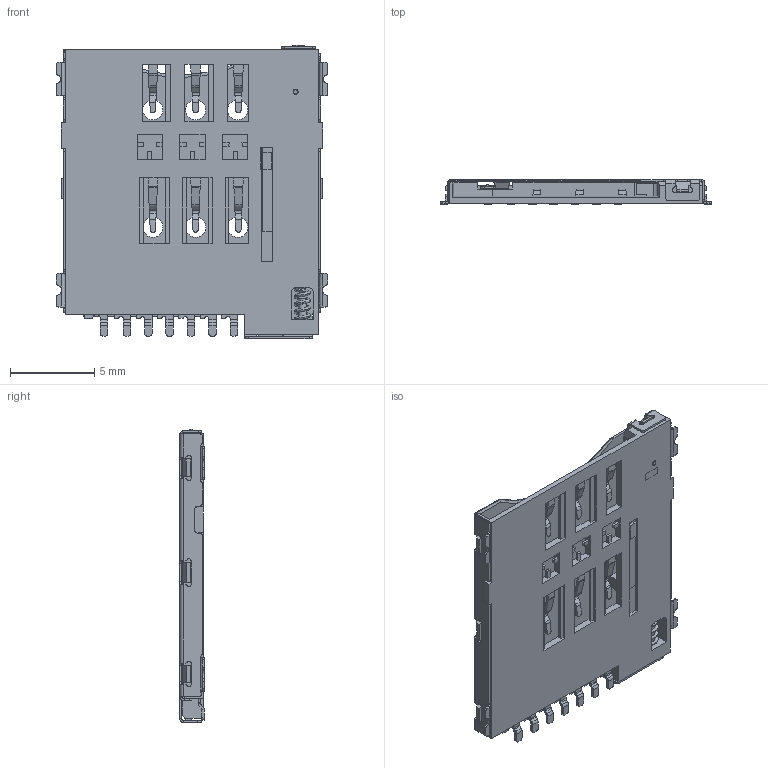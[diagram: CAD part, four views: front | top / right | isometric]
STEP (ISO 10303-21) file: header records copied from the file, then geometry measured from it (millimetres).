
FILE_DESCRIPTION (( 'STEP AP203' ), '1' );
FILE_NAME ('LCK-SIM-006P7H145-WLG.STEP', '2025-01-15T08:56:42', ( 'admin' ), ( '' ), 'SwSTEP 2.0', 'SolidWorks 2022', '' );
FILE_SCHEMA (( 'CONFIG_CONTROL_DESIGN' ));
Products named in the file (1): LCK-SIM-006P7H145-WLG
Bounding box: 16.1 x 1.45 x 17.4 mm (x, y, z)
Volume: 144.3 mm3; surface area: 1206.5 mm2
Topology: 2 solids, 2 shells, 1210 faces, 3128 edges, 1913 vertices
Faces by surface type: bspline 1210
Entity records: 44895 total; most frequent: CARTESIAN_POINT 19575, ORIENTED_EDGE 6244, DIRECTION 3458, EDGE_CURVE 3122, VECTOR 2178, LINE 2178, VERTEX_POINT 1913, EDGE_LOOP 1275
